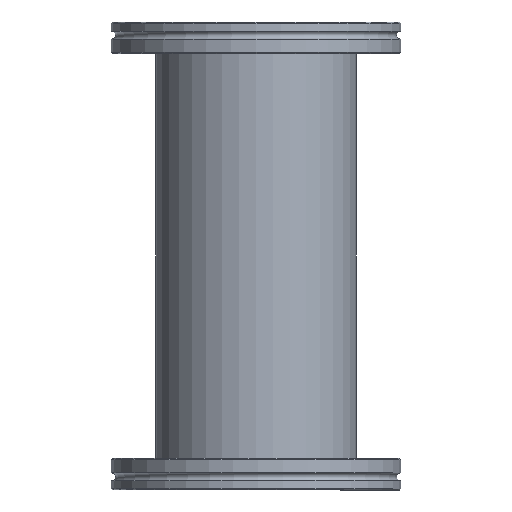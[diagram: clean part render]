
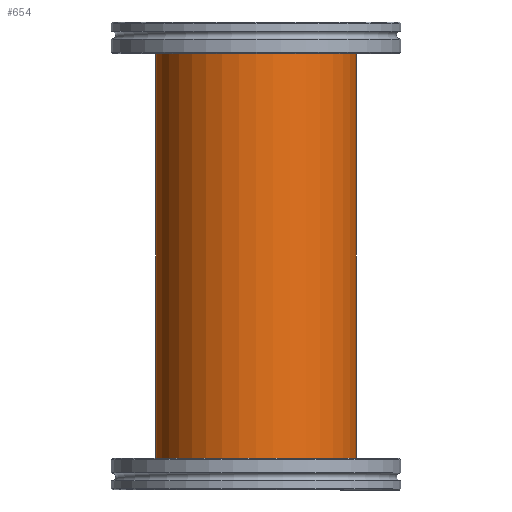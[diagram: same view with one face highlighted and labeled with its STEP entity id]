
A CAD part, left-side view. The second image highlights one B-rep face of the part: STEP entity #654.
In plain terms, the highlighted cylindrical face has radius 38.1 mm (diameter 76.2 mm), a full revolution.
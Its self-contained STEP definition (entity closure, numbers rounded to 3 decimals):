
#82=CIRCLE('',#783,38.1);
#83=CIRCLE('',#784,38.1);
#141=FACE_OUTER_BOUND('',#177,.T.);
#177=EDGE_LOOP('',(#466,#467,#468,#469,#470,#471,#472,#473,#474));
#228=LINE('',#1278,#251);
#229=LINE('',#1280,#252);
#251=VECTOR('',#900,38.1);
#252=VECTOR('',#901,38.1);
#271=B_SPLINE_CURVE_WITH_KNOTS('',3,(#1119,#1120,#1121,#1122,#1123,#1124,
#1125,#1126,#1127,#1128,#1129,#1130,#1131,#1132,#1133,#1134,#1135,#1136),
 .UNSPECIFIED.,.F.,.F.,(4,2,2,2,2,2,2,2,4),(2.929,3.295,
3.66,4.026,4.392,4.758,5.125,
5.491,5.858),.UNSPECIFIED.);
#272=B_SPLINE_CURVE_WITH_KNOTS('',3,(#1138,#1139,#1140,#1141,#1142,#1143,
#1144,#1145,#1146,#1147,#1148,#1149,#1150,#1151,#1152,#1153,#1154,#1155,
#1156,#1157,#1158,#1159,#1160,#1161,#1162,#1163,#1164,#1165,#1166,#1167,
#1168,#1169,#1170,#1171,#1172),.UNSPECIFIED.,.F.,.F.,(4,2,2,2,2,2,2,2,3,
2,2,2,2,2,2,2,4),(8.787,9.153,9.518,9.884,
10.25,10.616,10.983,11.35,11.716,
12.083,12.449,12.816,13.183,13.548,
13.914,14.28,14.645),.UNSPECIFIED.);
#273=B_SPLINE_CURVE_WITH_KNOTS('',3,(#1173,#1174,#1175,#1176,#1177,#1178,
#1179,#1180,#1181,#1182,#1183,#1184,#1185,#1186,#1187,#1188,#1189,#1190),
 .UNSPECIFIED.,.F.,.F.,(4,2,2,2,2,2,2,2,4),(5.858,6.225,
6.591,6.958,7.325,7.69,8.056,
8.422,8.787),.UNSPECIFIED.);
#283=VERTEX_POINT('',#1117);
#284=VERTEX_POINT('',#1118);
#285=VERTEX_POINT('',#1137);
#292=VERTEX_POINT('',#1276);
#293=VERTEX_POINT('',#1279);
#353=EDGE_CURVE('',#283,#284,#271,.T.);
#354=EDGE_CURVE('',#285,#283,#272,.T.);
#355=EDGE_CURVE('',#284,#285,#273,.T.);
#365=EDGE_CURVE('',#292,#292,#82,.T.);
#366=EDGE_CURVE('',#292,#283,#228,.T.);
#367=EDGE_CURVE('',#285,#293,#229,.T.);
#368=EDGE_CURVE('',#293,#293,#83,.T.);
#466=ORIENTED_EDGE('',*,*,#365,.F.);
#467=ORIENTED_EDGE('',*,*,#366,.T.);
#468=ORIENTED_EDGE('',*,*,#353,.T.);
#469=ORIENTED_EDGE('',*,*,#355,.T.);
#470=ORIENTED_EDGE('',*,*,#367,.T.);
#471=ORIENTED_EDGE('',*,*,#368,.F.);
#472=ORIENTED_EDGE('',*,*,#367,.F.);
#473=ORIENTED_EDGE('',*,*,#354,.T.);
#474=ORIENTED_EDGE('',*,*,#366,.F.);
#637=CYLINDRICAL_SURFACE('',#782,38.1);
#654=ADVANCED_FACE('',(#141),#637,.T.);
#782=AXIS2_PLACEMENT_3D('',#1275,#896,#897);
#783=AXIS2_PLACEMENT_3D('',#1277,#898,#899);
#784=AXIS2_PLACEMENT_3D('',#1281,#902,#903);
#896=DIRECTION('center_axis',(0.,0.,1.));
#897=DIRECTION('ref_axis',(-1.,0.,0.));
#898=DIRECTION('center_axis',(0.,0.,1.));
#899=DIRECTION('ref_axis',(-1.,0.,0.));
#900=DIRECTION('',(0.,0.,-1.));
#901=DIRECTION('',(0.,0.,-1.));
#902=DIRECTION('center_axis',(0.,0.,-1.));
#903=DIRECTION('ref_axis',(-1.,0.,0.));
#1117=CARTESIAN_POINT('',(38.1,0.,101.95));
#1118=CARTESIAN_POINT('',(32.996,19.05,82.9));
#1119=CARTESIAN_POINT('Ctrl Pts',(38.1,0.,101.95));
#1120=CARTESIAN_POINT('Ctrl Pts',(38.1,1.219,101.95));
#1121=CARTESIAN_POINT('Ctrl Pts',(38.04,2.472,101.831));
#1122=CARTESIAN_POINT('Ctrl Pts',(37.797,4.953,101.338));
#1123=CARTESIAN_POINT('Ctrl Pts',(37.614,6.18,100.964));
#1124=CARTESIAN_POINT('Ctrl Pts',(37.154,8.521,99.985));
#1125=CARTESIAN_POINT('Ctrl Pts',(36.877,9.638,99.379));
#1126=CARTESIAN_POINT('Ctrl Pts',(36.276,11.696,97.988));
#1127=CARTESIAN_POINT('Ctrl Pts',(35.954,12.638,97.203));
#1128=CARTESIAN_POINT('Ctrl Pts',(35.324,14.305,95.536));
#1129=CARTESIAN_POINT('Ctrl Pts',(34.992,15.091,94.593));
#1130=CARTESIAN_POINT('Ctrl Pts',(34.359,16.481,92.535));
#1131=CARTESIAN_POINT('Ctrl Pts',(34.059,17.086,91.42));
#1132=CARTESIAN_POINT('Ctrl Pts',(33.55,18.064,89.082));
#1133=CARTESIAN_POINT('Ctrl Pts',(33.343,18.437,87.857));
#1134=CARTESIAN_POINT('Ctrl Pts',(33.065,18.931,85.377));
#1135=CARTESIAN_POINT('Ctrl Pts',(32.996,19.05,84.122));
#1136=CARTESIAN_POINT('Ctrl Pts',(32.996,19.05,82.9));
#1137=CARTESIAN_POINT('',(38.1,0.,63.85));
#1138=CARTESIAN_POINT('Ctrl Pts',(38.1,0.,63.85));
#1139=CARTESIAN_POINT('Ctrl Pts',(38.1,-1.219,63.85));
#1140=CARTESIAN_POINT('Ctrl Pts',(38.04,-2.472,63.969));
#1141=CARTESIAN_POINT('Ctrl Pts',(37.797,-4.953,64.462));
#1142=CARTESIAN_POINT('Ctrl Pts',(37.614,-6.18,64.836));
#1143=CARTESIAN_POINT('Ctrl Pts',(37.154,-8.521,65.815));
#1144=CARTESIAN_POINT('Ctrl Pts',(36.877,-9.638,66.421));
#1145=CARTESIAN_POINT('Ctrl Pts',(36.276,-11.696,67.812));
#1146=CARTESIAN_POINT('Ctrl Pts',(35.954,-12.638,68.597));
#1147=CARTESIAN_POINT('Ctrl Pts',(35.324,-14.305,70.264));
#1148=CARTESIAN_POINT('Ctrl Pts',(34.992,-15.091,71.207));
#1149=CARTESIAN_POINT('Ctrl Pts',(34.359,-16.481,73.265));
#1150=CARTESIAN_POINT('Ctrl Pts',(34.059,-17.086,74.38));
#1151=CARTESIAN_POINT('Ctrl Pts',(33.55,-18.064,76.718));
#1152=CARTESIAN_POINT('Ctrl Pts',(33.343,-18.437,77.943));
#1153=CARTESIAN_POINT('Ctrl Pts',(33.065,-18.931,80.423));
#1154=CARTESIAN_POINT('Ctrl Pts',(32.996,-19.05,81.678));
#1155=CARTESIAN_POINT('Ctrl Pts',(32.996,-19.05,82.9));
#1156=CARTESIAN_POINT('Ctrl Pts',(32.996,-19.05,84.122));
#1157=CARTESIAN_POINT('Ctrl Pts',(33.065,-18.931,85.377));
#1158=CARTESIAN_POINT('Ctrl Pts',(33.343,-18.437,87.857));
#1159=CARTESIAN_POINT('Ctrl Pts',(33.55,-18.064,89.082));
#1160=CARTESIAN_POINT('Ctrl Pts',(34.059,-17.086,91.42));
#1161=CARTESIAN_POINT('Ctrl Pts',(34.359,-16.481,92.535));
#1162=CARTESIAN_POINT('Ctrl Pts',(34.992,-15.091,94.593));
#1163=CARTESIAN_POINT('Ctrl Pts',(35.324,-14.305,95.536));
#1164=CARTESIAN_POINT('Ctrl Pts',(35.954,-12.638,97.203));
#1165=CARTESIAN_POINT('Ctrl Pts',(36.276,-11.696,97.988));
#1166=CARTESIAN_POINT('Ctrl Pts',(36.877,-9.638,99.379));
#1167=CARTESIAN_POINT('Ctrl Pts',(37.154,-8.521,99.985));
#1168=CARTESIAN_POINT('Ctrl Pts',(37.614,-6.18,100.964));
#1169=CARTESIAN_POINT('Ctrl Pts',(37.797,-4.953,101.338));
#1170=CARTESIAN_POINT('Ctrl Pts',(38.04,-2.472,101.831));
#1171=CARTESIAN_POINT('Ctrl Pts',(38.1,-1.219,101.95));
#1172=CARTESIAN_POINT('Ctrl Pts',(38.1,0.,101.95));
#1173=CARTESIAN_POINT('Ctrl Pts',(32.996,19.05,82.9));
#1174=CARTESIAN_POINT('Ctrl Pts',(32.996,19.05,81.678));
#1175=CARTESIAN_POINT('Ctrl Pts',(33.065,18.931,80.423));
#1176=CARTESIAN_POINT('Ctrl Pts',(33.343,18.437,77.943));
#1177=CARTESIAN_POINT('Ctrl Pts',(33.55,18.064,76.718));
#1178=CARTESIAN_POINT('Ctrl Pts',(34.059,17.086,74.38));
#1179=CARTESIAN_POINT('Ctrl Pts',(34.359,16.481,73.265));
#1180=CARTESIAN_POINT('Ctrl Pts',(34.992,15.091,71.207));
#1181=CARTESIAN_POINT('Ctrl Pts',(35.324,14.305,70.264));
#1182=CARTESIAN_POINT('Ctrl Pts',(35.954,12.638,68.597));
#1183=CARTESIAN_POINT('Ctrl Pts',(36.276,11.696,67.812));
#1184=CARTESIAN_POINT('Ctrl Pts',(36.877,9.638,66.421));
#1185=CARTESIAN_POINT('Ctrl Pts',(37.154,8.521,65.815));
#1186=CARTESIAN_POINT('Ctrl Pts',(37.614,6.18,64.836));
#1187=CARTESIAN_POINT('Ctrl Pts',(37.797,4.953,64.462));
#1188=CARTESIAN_POINT('Ctrl Pts',(38.04,2.472,63.969));
#1189=CARTESIAN_POINT('Ctrl Pts',(38.1,1.219,63.85));
#1190=CARTESIAN_POINT('Ctrl Pts',(38.1,0.,63.85));
#1275=CARTESIAN_POINT('Origin',(0.,0.,0.));
#1276=CARTESIAN_POINT('',(38.1,0.,165.8));
#1277=CARTESIAN_POINT('Origin',(0.,0.,165.8));
#1278=CARTESIAN_POINT('',(38.1,0.,0.));
#1279=CARTESIAN_POINT('',(38.1,0.,0.));
#1280=CARTESIAN_POINT('',(38.1,0.,0.));
#1281=CARTESIAN_POINT('Origin',(0.,0.,0.));
